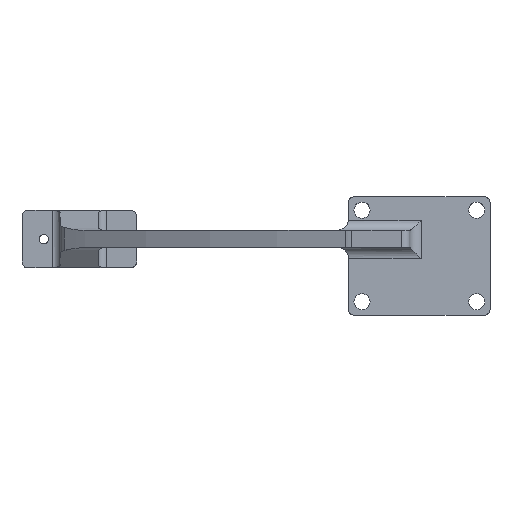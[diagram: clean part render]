
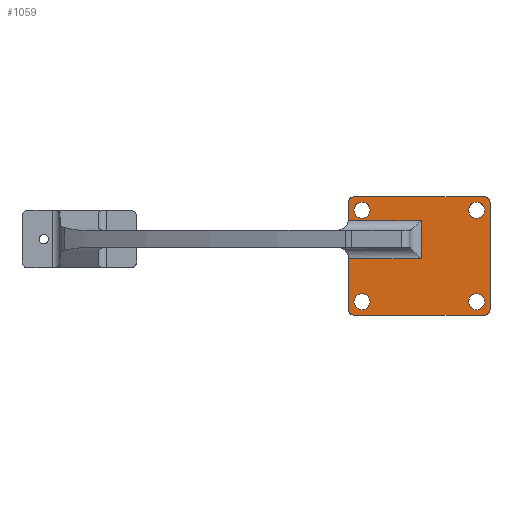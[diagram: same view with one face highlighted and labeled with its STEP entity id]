
A CAD part, top view. The second image highlights one B-rep face of the part: STEP entity #1059.
In plain terms, the highlighted planar face has unit normal (0, 0, 1).
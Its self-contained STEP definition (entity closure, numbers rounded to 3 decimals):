
#17=FACE_BOUND('',#186,.T.);
#18=FACE_BOUND('',#187,.T.);
#19=FACE_BOUND('',#188,.T.);
#20=FACE_BOUND('',#189,.T.);
#58=CIRCLE('',#1154,1.5);
#60=CIRCLE('',#1159,1.5);
#61=CIRCLE('',#1160,1.5);
#62=CIRCLE('',#1161,1.5);
#63=CIRCLE('',#1162,3.);
#64=CIRCLE('',#1163,2.1);
#65=CIRCLE('',#1164,2.1);
#66=CIRCLE('',#1165,2.1);
#67=CIRCLE('',#1166,2.1);
#97=PLANE('',#1158);
#128=FACE_OUTER_BOUND('',#185,.T.);
#185=EDGE_LOOP('',(#783,#784,#785,#786,#787,#788,#789,#790,#791,#792,#793,
#794,#795));
#186=EDGE_LOOP('',(#796));
#187=EDGE_LOOP('',(#797));
#188=EDGE_LOOP('',(#798));
#189=EDGE_LOOP('',(#799));
#273=LINE('',#1749,#360);
#275=LINE('',#1753,#362);
#276=LINE('',#1757,#363);
#277=LINE('',#1761,#364);
#278=LINE('',#1765,#365);
#279=LINE('',#1769,#366);
#280=LINE('',#1771,#367);
#281=LINE('',#1772,#368);
#360=VECTOR('',#1356,10.);
#362=VECTOR('',#1360,10.);
#363=VECTOR('',#1363,10.);
#364=VECTOR('',#1366,10.);
#365=VECTOR('',#1369,10.);
#366=VECTOR('',#1372,10.);
#367=VECTOR('',#1373,10.);
#368=VECTOR('',#1374,10.);
#467=VERTEX_POINT('',#1699);
#468=VERTEX_POINT('',#1700);
#478=VERTEX_POINT('',#1748);
#479=VERTEX_POINT('',#1752);
#480=VERTEX_POINT('',#1754);
#481=VERTEX_POINT('',#1756);
#482=VERTEX_POINT('',#1758);
#483=VERTEX_POINT('',#1760);
#484=VERTEX_POINT('',#1762);
#485=VERTEX_POINT('',#1764);
#486=VERTEX_POINT('',#1766);
#487=VERTEX_POINT('',#1768);
#488=VERTEX_POINT('',#1770);
#489=VERTEX_POINT('',#1773);
#490=VERTEX_POINT('',#1775);
#491=VERTEX_POINT('',#1777);
#492=VERTEX_POINT('',#1779);
#587=EDGE_CURVE('',#467,#468,#58,.T.);
#599=EDGE_CURVE('',#478,#468,#273,.T.);
#601=EDGE_CURVE('',#467,#479,#275,.T.);
#602=EDGE_CURVE('',#480,#479,#60,.T.);
#603=EDGE_CURVE('',#480,#481,#276,.T.);
#604=EDGE_CURVE('',#482,#481,#61,.T.);
#605=EDGE_CURVE('',#482,#483,#277,.T.);
#606=EDGE_CURVE('',#484,#483,#62,.T.);
#607=EDGE_CURVE('',#484,#485,#278,.T.);
#608=EDGE_CURVE('',#486,#485,#63,.T.);
#609=EDGE_CURVE('',#487,#486,#279,.T.);
#610=EDGE_CURVE('',#488,#487,#280,.T.);
#611=EDGE_CURVE('',#478,#488,#281,.T.);
#612=EDGE_CURVE('',#489,#489,#64,.T.);
#613=EDGE_CURVE('',#490,#490,#65,.T.);
#614=EDGE_CURVE('',#491,#491,#66,.T.);
#615=EDGE_CURVE('',#492,#492,#67,.T.);
#783=ORIENTED_EDGE('',*,*,#587,.F.);
#784=ORIENTED_EDGE('',*,*,#601,.T.);
#785=ORIENTED_EDGE('',*,*,#602,.F.);
#786=ORIENTED_EDGE('',*,*,#603,.T.);
#787=ORIENTED_EDGE('',*,*,#604,.F.);
#788=ORIENTED_EDGE('',*,*,#605,.T.);
#789=ORIENTED_EDGE('',*,*,#606,.F.);
#790=ORIENTED_EDGE('',*,*,#607,.T.);
#791=ORIENTED_EDGE('',*,*,#608,.F.);
#792=ORIENTED_EDGE('',*,*,#609,.F.);
#793=ORIENTED_EDGE('',*,*,#610,.F.);
#794=ORIENTED_EDGE('',*,*,#611,.F.);
#795=ORIENTED_EDGE('',*,*,#599,.T.);
#796=ORIENTED_EDGE('',*,*,#612,.T.);
#797=ORIENTED_EDGE('',*,*,#613,.T.);
#798=ORIENTED_EDGE('',*,*,#614,.T.);
#799=ORIENTED_EDGE('',*,*,#615,.T.);
#1059=ADVANCED_FACE('',(#128,#17,#18,#19,#20),#97,.T.);
#1154=AXIS2_PLACEMENT_3D('',#1701,#1342,#1343);
#1158=AXIS2_PLACEMENT_3D('',#1751,#1358,#1359);
#1159=AXIS2_PLACEMENT_3D('',#1755,#1361,#1362);
#1160=AXIS2_PLACEMENT_3D('',#1759,#1364,#1365);
#1161=AXIS2_PLACEMENT_3D('',#1763,#1367,#1368);
#1162=AXIS2_PLACEMENT_3D('',#1767,#1370,#1371);
#1163=AXIS2_PLACEMENT_3D('',#1774,#1375,#1376);
#1164=AXIS2_PLACEMENT_3D('',#1776,#1377,#1378);
#1165=AXIS2_PLACEMENT_3D('',#1778,#1379,#1380);
#1166=AXIS2_PLACEMENT_3D('',#1780,#1381,#1382);
#1342=DIRECTION('center_axis',(0.,0.,-1.));
#1343=DIRECTION('ref_axis',(-0.707,-0.707,0.));
#1356=DIRECTION('',(0.,-1.,0.));
#1358=DIRECTION('center_axis',(0.,0.,1.));
#1359=DIRECTION('ref_axis',(1.,0.,0.));
#1360=DIRECTION('',(1.,0.,0.));
#1361=DIRECTION('center_axis',(0.,0.,-1.));
#1362=DIRECTION('ref_axis',(0.707,-0.707,0.));
#1363=DIRECTION('',(0.,1.,0.));
#1364=DIRECTION('center_axis',(0.,0.,-1.));
#1365=DIRECTION('ref_axis',(0.707,0.707,0.));
#1366=DIRECTION('',(-1.,0.,0.));
#1367=DIRECTION('center_axis',(0.,0.,-1.));
#1368=DIRECTION('ref_axis',(-0.707,0.707,0.));
#1369=DIRECTION('',(0.,-1.,0.));
#1370=DIRECTION('center_axis',(0.,0.,1.));
#1371=DIRECTION('ref_axis',(0.707,-0.707,0.));
#1372=DIRECTION('',(-1.,0.,0.));
#1373=DIRECTION('',(0.,1.,0.));
#1374=DIRECTION('',(1.,0.,0.));
#1375=DIRECTION('center_axis',(0.,0.,-1.));
#1376=DIRECTION('ref_axis',(1.,0.,0.));
#1377=DIRECTION('center_axis',(0.,0.,-1.));
#1378=DIRECTION('ref_axis',(1.,0.,0.));
#1379=DIRECTION('center_axis',(0.,0.,-1.));
#1380=DIRECTION('ref_axis',(1.,0.,0.));
#1381=DIRECTION('center_axis',(0.,0.,-1.));
#1382=DIRECTION('ref_axis',(1.,0.,0.));
#1699=CARTESIAN_POINT('',(-17.,-15.5,5.));
#1700=CARTESIAN_POINT('',(-18.5,-14.,5.));
#1701=CARTESIAN_POINT('Origin',(-17.,-14.,5.));
#1748=CARTESIAN_POINT('',(-18.5,-0.75,5.));
#1749=CARTESIAN_POINT('',(-18.5,-15.5,5.));
#1751=CARTESIAN_POINT('Origin',(0.,0.,5.));
#1752=CARTESIAN_POINT('',(17.,-15.5,5.));
#1753=CARTESIAN_POINT('',(18.5,-15.5,5.));
#1754=CARTESIAN_POINT('',(18.5,-14.,5.));
#1755=CARTESIAN_POINT('Origin',(17.,-14.,5.));
#1756=CARTESIAN_POINT('',(18.5,14.,5.));
#1757=CARTESIAN_POINT('',(18.5,15.5,5.));
#1758=CARTESIAN_POINT('',(17.,15.5,5.));
#1759=CARTESIAN_POINT('Origin',(17.,14.,5.));
#1760=CARTESIAN_POINT('',(-17.,15.5,5.));
#1761=CARTESIAN_POINT('',(-18.5,15.5,5.));
#1762=CARTESIAN_POINT('',(-18.5,14.,5.));
#1763=CARTESIAN_POINT('Origin',(-17.,14.,5.));
#1764=CARTESIAN_POINT('',(-18.5,9.75,5.));
#1765=CARTESIAN_POINT('',(-18.5,-15.5,5.));
#1766=CARTESIAN_POINT('',(-18.542,9.25,5.));
#1767=CARTESIAN_POINT('Origin',(-21.5,9.75,5.));
#1768=CARTESIAN_POINT('',(0.5,9.25,5.));
#1769=CARTESIAN_POINT('',(-22.642,9.25,5.));
#1770=CARTESIAN_POINT('',(0.5,-0.75,5.));
#1771=CARTESIAN_POINT('',(0.5,2.25,5.));
#1772=CARTESIAN_POINT('',(-22.642,-0.75,5.));
#1773=CARTESIAN_POINT('',(-17.1,-12.,5.));
#1774=CARTESIAN_POINT('Origin',(-15.,-12.,5.));
#1775=CARTESIAN_POINT('',(-17.1,12.,5.));
#1776=CARTESIAN_POINT('Origin',(-15.,12.,5.));
#1777=CARTESIAN_POINT('',(12.9,12.,5.));
#1778=CARTESIAN_POINT('Origin',(15.,12.,5.));
#1779=CARTESIAN_POINT('',(12.9,-12.,5.));
#1780=CARTESIAN_POINT('Origin',(15.,-12.,5.));
